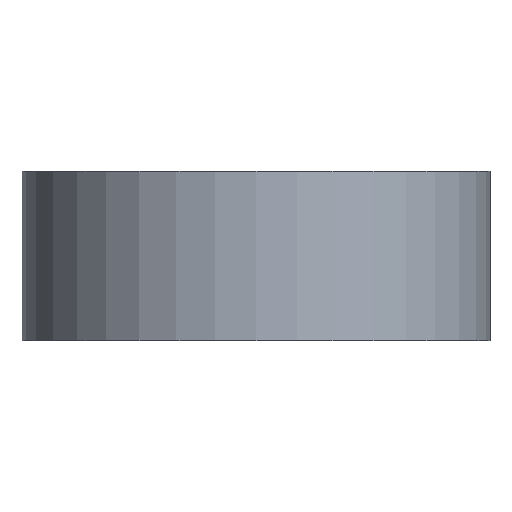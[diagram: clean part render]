
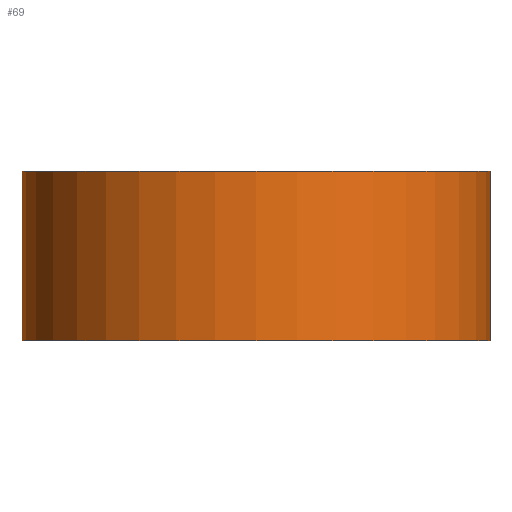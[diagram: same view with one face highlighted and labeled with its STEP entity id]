
A CAD part, front view. The second image highlights one B-rep face of the part: STEP entity #69.
In plain terms, the highlighted cylindrical face has radius 8.75 mm (diameter 17.501 mm), a partial arc.
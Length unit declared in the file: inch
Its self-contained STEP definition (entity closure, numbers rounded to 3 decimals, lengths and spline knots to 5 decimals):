
#1 = EDGE_CURVE ( 'NONE', #17, #118, #161, .T. ) ;
#11 = ORIENTED_EDGE ( 'NONE', *, *, #1, .F. ) ;
#17 = VERTEX_POINT ( 'NONE', #49 ) ;
#22 = CARTESIAN_POINT ( 'NONE',  ( 0.3445, 0., 0.125 ) ) ;
#42 = CARTESIAN_POINT ( 'NONE',  ( 0., 0., -0.125 ) ) ;
#44 = FACE_OUTER_BOUND ( 'NONE', #123, .T. ) ;
#49 = CARTESIAN_POINT ( 'NONE',  ( -0.3445, 0., 0.125 ) ) ;
#66 = EDGE_CURVE ( 'NONE', #17, #121, #175, .T. ) ;
#69 = ADVANCED_FACE ( 'NONE', ( #44 ), #154, .T. ) ;
#72 = EDGE_CURVE ( 'NONE', #121, #149, #84, .T. ) ;
#84 = CIRCLE ( 'NONE', #216, 0.3445 ) ;
#100 = DIRECTION ( 'NONE',  ( 0., 0., -1. ) ) ;
#103 = LINE ( 'NONE', #214, #183 ) ;
#106 = EDGE_CURVE ( 'NONE', #118, #149, #103, .T. ) ;
#107 = DIRECTION ( 'NONE',  ( 0., 0., -1. ) ) ;
#111 = CARTESIAN_POINT ( 'NONE',  ( -0.3445, 0., 0.125 ) ) ;
#118 = VERTEX_POINT ( 'NONE', #22 ) ;
#121 = VERTEX_POINT ( 'NONE', #184 ) ;
#123 = EDGE_LOOP ( 'NONE', ( #170, #11, #176, #168 ) ) ;
#127 = CARTESIAN_POINT ( 'NONE',  ( 0., 0., 0.125 ) ) ;
#131 = DIRECTION ( 'NONE',  ( -1., 0., 0. ) ) ;
#133 = CARTESIAN_POINT ( 'NONE',  ( 0., 0., 0.125 ) ) ;
#134 = DIRECTION ( 'NONE',  ( 0., 0., 1. ) ) ;
#138 = VECTOR ( 'NONE', #100, 39.37008 ) ;
#140 = DIRECTION ( 'NONE',  ( 0., 0., -1. ) ) ;
#143 = AXIS2_PLACEMENT_3D ( 'NONE', #133, #229, #193 ) ;
#146 = DIRECTION ( 'NONE',  ( 1., 0., 0. ) ) ;
#149 = VERTEX_POINT ( 'NONE', #195 ) ;
#154 = CYLINDRICAL_SURFACE ( 'NONE', #215, 0.3445 ) ;
#161 = CIRCLE ( 'NONE', #143, 0.3445 ) ;
#168 = ORIENTED_EDGE ( 'NONE', *, *, #72, .T. ) ;
#170 = ORIENTED_EDGE ( 'NONE', *, *, #106, .F. ) ;
#175 = LINE ( 'NONE', #111, #138 ) ;
#176 = ORIENTED_EDGE ( 'NONE', *, *, #66, .T. ) ;
#183 = VECTOR ( 'NONE', #107, 39.37008 ) ;
#184 = CARTESIAN_POINT ( 'NONE',  ( -0.3445, 0., -0.125 ) ) ;
#193 = DIRECTION ( 'NONE',  ( 1., 0., 0. ) ) ;
#195 = CARTESIAN_POINT ( 'NONE',  ( 0.3445, 0., -0.125 ) ) ;
#214 = CARTESIAN_POINT ( 'NONE',  ( 0.3445, 0., 0.125 ) ) ;
#215 = AXIS2_PLACEMENT_3D ( 'NONE', #127, #140, #131 ) ;
#216 = AXIS2_PLACEMENT_3D ( 'NONE', #42, #134, #146 ) ;
#229 = DIRECTION ( 'NONE',  ( 0., 0., 1. ) ) ;
